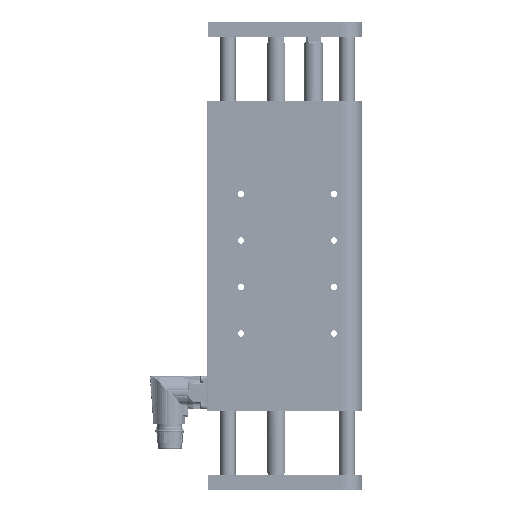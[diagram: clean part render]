
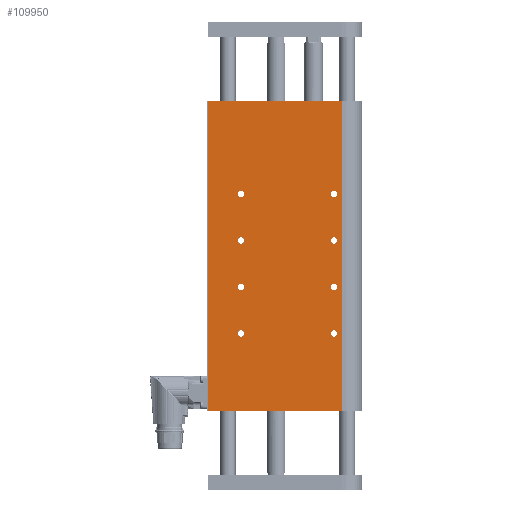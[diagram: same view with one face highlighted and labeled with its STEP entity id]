
A CAD part, left-side view. The second image highlights one B-rep face of the part: STEP entity #109950.
In plain terms, the highlighted planar face has unit normal (-1, 0, 0).
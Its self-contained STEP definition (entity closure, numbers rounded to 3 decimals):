
#524 = EDGE_LOOP ( 'NONE', ( #25671 ) ) ;
#843 = VERTEX_POINT ( 'NONE', #94445 ) ;
#4458 = FACE_BOUND ( 'NONE', #11392, .T. ) ;
#5415 = ORIENTED_EDGE ( 'NONE', *, *, #52884, .F. ) ;
#7650 = CARTESIAN_POINT ( 'NONE',  ( -12.5, -82., 110. ) ) ;
#8327 = ORIENTED_EDGE ( 'NONE', *, *, #81617, .F. ) ;
#9298 = DIRECTION ( 'NONE',  ( 0., 0., -1. ) ) ;
#10239 = CARTESIAN_POINT ( 'NONE',  ( -12.5, -22., 50. ) ) ;
#11392 = EDGE_LOOP ( 'NONE', ( #122968 ) ) ;
#11781 = VERTEX_POINT ( 'NONE', #50815 ) ;
#13745 = FACE_OUTER_BOUND ( 'NONE', #108420, .T. ) ;
#14318 = ORIENTED_EDGE ( 'NONE', *, *, #82893, .T. ) ;
#15788 = AXIS2_PLACEMENT_3D ( 'NONE', #88768, #88123, #107982 ) ;
#16393 = DIRECTION ( 'NONE',  ( 0., 0., 1. ) ) ;
#17938 = CIRCLE ( 'NONE', #24349, 2.15 ) ;
#18603 = CARTESIAN_POINT ( 'NONE',  ( -12.5, -22., 112.15 ) ) ;
#18976 = DIRECTION ( 'NONE',  ( 0., 0., -1. ) ) ;
#21520 = EDGE_CURVE ( 'NONE', #83354, #83354, #17938, .T. ) ;
#22532 = EDGE_CURVE ( 'NONE', #100810, #843, #115255, .T. ) ;
#23686 = DIRECTION ( 'NONE',  ( -1., 0., 0. ) ) ;
#24349 = AXIS2_PLACEMENT_3D ( 'NONE', #54080, #124934, #115656 ) ;
#24590 = DIRECTION ( 'NONE',  ( 0., -1., 0. ) ) ;
#25603 = PLANE ( 'NONE',  #29331 ) ;
#25671 = ORIENTED_EDGE ( 'NONE', *, *, #84551, .T. ) ;
#25750 = CARTESIAN_POINT ( 'NONE',  ( -12.5, -22., 52.15 ) ) ;
#26414 = ORIENTED_EDGE ( 'NONE', *, *, #42033, .T. ) ;
#28648 = VECTOR ( 'NONE', #59827, 1000. ) ;
#29331 = AXIS2_PLACEMENT_3D ( 'NONE', #65272, #85827, #73932 ) ;
#30168 = CARTESIAN_POINT ( 'NONE',  ( -12.5, -0.5, 200. ) ) ;
#31119 = VECTOR ( 'NONE', #130084, 1000. ) ;
#34055 = AXIS2_PLACEMENT_3D ( 'NONE', #38405, #58845, #9298 ) ;
#34343 = ORIENTED_EDGE ( 'NONE', *, *, #105672, .T. ) ;
#36130 = EDGE_LOOP ( 'NONE', ( #14318 ) ) ;
#37932 = AXIS2_PLACEMENT_3D ( 'NONE', #118829, #127436, #65204 ) ;
#38405 = CARTESIAN_POINT ( 'NONE',  ( -12.5, -82., 50. ) ) ;
#38457 = CARTESIAN_POINT ( 'NONE',  ( -12.5, -82., 48. ) ) ;
#40750 = AXIS2_PLACEMENT_3D ( 'NONE', #10239, #111489, #119479 ) ;
#42033 = EDGE_CURVE ( 'NONE', #95044, #100810, #80412, .T. ) ;
#43507 = FACE_BOUND ( 'NONE', #60059, .T. ) ;
#43653 = CARTESIAN_POINT ( 'NONE',  ( -12.5, -82., 108. ) ) ;
#48619 = DIRECTION ( 'NONE',  ( 0., 0., -1. ) ) ;
#50058 = LINE ( 'NONE', #108355, #79763 ) ;
#50815 = CARTESIAN_POINT ( 'NONE',  ( -12.5, -22., 78. ) ) ;
#51941 = EDGE_LOOP ( 'NONE', ( #129487 ) ) ;
#52884 = EDGE_CURVE ( 'NONE', #113912, #843, #50058, .T. ) ;
#54080 = CARTESIAN_POINT ( 'NONE',  ( -12.5, -82., 80. ) ) ;
#54690 = FACE_BOUND ( 'NONE', #524, .T. ) ;
#55611 = AXIS2_PLACEMENT_3D ( 'NONE', #7650, #118824, #48619 ) ;
#56306 = EDGE_LOOP ( 'NONE', ( #73711 ) ) ;
#56686 = DIRECTION ( 'NONE',  ( -1., 0., 0. ) ) ;
#56773 = VERTEX_POINT ( 'NONE', #25750 ) ;
#58124 = ORIENTED_EDGE ( 'NONE', *, *, #22532, .T. ) ;
#58845 = DIRECTION ( 'NONE',  ( 1., 0., 0. ) ) ;
#59827 = DIRECTION ( 'NONE',  ( 0., -1., 0. ) ) ;
#60059 = EDGE_LOOP ( 'NONE', ( #110441 ) ) ;
#60839 = CARTESIAN_POINT ( 'NONE',  ( -12.5, -82., 82.15 ) ) ;
#61087 = CIRCLE ( 'NONE', #37932, 2. ) ;
#61871 = EDGE_LOOP ( 'NONE', ( #34343 ) ) ;
#62180 = AXIS2_PLACEMENT_3D ( 'NONE', #73966, #23686, #63978 ) ;
#63478 = CARTESIAN_POINT ( 'NONE',  ( -12.5, -0.5, 0. ) ) ;
#63978 = DIRECTION ( 'NONE',  ( 0., 0., 1. ) ) ;
#64097 = VERTEX_POINT ( 'NONE', #43653 ) ;
#64377 = CIRCLE ( 'NONE', #15788, 2. ) ;
#65204 = DIRECTION ( 'NONE',  ( 0., 0., -1. ) ) ;
#65272 = CARTESIAN_POINT ( 'NONE',  ( -12.5, 0., 200. ) ) ;
#68179 = CIRCLE ( 'NONE', #118887, 2.15 ) ;
#70470 = CIRCLE ( 'NONE', #55611, 2. ) ;
#71125 = LINE ( 'NONE', #120146, #28648 ) ;
#73711 = ORIENTED_EDGE ( 'NONE', *, *, #118260, .F. ) ;
#73728 = VECTOR ( 'NONE', #24590, 1000. ) ;
#73932 = DIRECTION ( 'NONE',  ( 0., 1., 0. ) ) ;
#73966 = CARTESIAN_POINT ( 'NONE',  ( -12.5, -82., 140. ) ) ;
#77391 = EDGE_CURVE ( 'NONE', #129108, #129108, #97450, .T. ) ;
#79763 = VECTOR ( 'NONE', #18976, 1000. ) ;
#80412 = LINE ( 'NONE', #30168, #31119 ) ;
#80871 = ORIENTED_EDGE ( 'NONE', *, *, #99801, .F. ) ;
#81617 = EDGE_CURVE ( 'NONE', #109267, #109267, #68179, .T. ) ;
#82893 = EDGE_CURVE ( 'NONE', #64097, #64097, #70470, .T. ) ;
#83354 = VERTEX_POINT ( 'NONE', #60839 ) ;
#84551 = EDGE_CURVE ( 'NONE', #111864, #111864, #64377, .T. ) ;
#85827 = DIRECTION ( 'NONE',  ( 1., 0., 0. ) ) ;
#88123 = DIRECTION ( 'NONE',  ( 1., 0., 0. ) ) ;
#88768 = CARTESIAN_POINT ( 'NONE',  ( -12.5, -22., 140. ) ) ;
#89389 = CIRCLE ( 'NONE', #40750, 2.15 ) ;
#94158 = EDGE_CURVE ( 'NONE', #56773, #56773, #89389, .T. ) ;
#94445 = CARTESIAN_POINT ( 'NONE',  ( -12.5, -87.5, 0. ) ) ;
#95044 = VERTEX_POINT ( 'NONE', #123588 ) ;
#95123 = FACE_BOUND ( 'NONE', #51941, .T. ) ;
#97450 = CIRCLE ( 'NONE', #34055, 2. ) ;
#99801 = EDGE_CURVE ( 'NONE', #95044, #113912, #71125, .T. ) ;
#100810 = VERTEX_POINT ( 'NONE', #63478 ) ;
#101471 = CARTESIAN_POINT ( 'NONE',  ( -12.5, -87.5, 200. ) ) ;
#104405 = VERTEX_POINT ( 'NONE', #130130 ) ;
#104420 = FACE_BOUND ( 'NONE', #36130, .T. ) ;
#105073 = FACE_BOUND ( 'NONE', #61871, .T. ) ;
#105672 = EDGE_CURVE ( 'NONE', #11781, #11781, #61087, .T. ) ;
#107029 = FACE_BOUND ( 'NONE', #125563, .T. ) ;
#107982 = DIRECTION ( 'NONE',  ( 0., 0., -1. ) ) ;
#108355 = CARTESIAN_POINT ( 'NONE',  ( -12.5, -87.5, 200. ) ) ;
#108420 = EDGE_LOOP ( 'NONE', ( #80871, #26414, #58124, #5415 ) ) ;
#109267 = VERTEX_POINT ( 'NONE', #18603 ) ;
#109950 = ADVANCED_FACE ( 'NONE', ( #43507, #105073, #104420, #54690, #95123, #4458, #107029, #124897, #13745 ), #25603, .F. ) ;
#110441 = ORIENTED_EDGE ( 'NONE', *, *, #77391, .T. ) ;
#111489 = DIRECTION ( 'NONE',  ( -1., 0., 0. ) ) ;
#111864 = VERTEX_POINT ( 'NONE', #122464 ) ;
#113310 = CARTESIAN_POINT ( 'NONE',  ( -12.5, 0., 0. ) ) ;
#113912 = VERTEX_POINT ( 'NONE', #101471 ) ;
#115021 = CARTESIAN_POINT ( 'NONE',  ( -12.5, -22., 110. ) ) ;
#115024 = CIRCLE ( 'NONE', #62180, 2.15 ) ;
#115255 = LINE ( 'NONE', #113310, #73728 ) ;
#115656 = DIRECTION ( 'NONE',  ( 0., 0., 1. ) ) ;
#118260 = EDGE_CURVE ( 'NONE', #104405, #104405, #115024, .T. ) ;
#118824 = DIRECTION ( 'NONE',  ( 1., 0., 0. ) ) ;
#118829 = CARTESIAN_POINT ( 'NONE',  ( -12.5, -22., 80. ) ) ;
#118887 = AXIS2_PLACEMENT_3D ( 'NONE', #115021, #56686, #16393 ) ;
#119479 = DIRECTION ( 'NONE',  ( 0., 0., 1. ) ) ;
#120146 = CARTESIAN_POINT ( 'NONE',  ( -12.5, 0., 200. ) ) ;
#122464 = CARTESIAN_POINT ( 'NONE',  ( -12.5, -22., 138. ) ) ;
#122968 = ORIENTED_EDGE ( 'NONE', *, *, #21520, .F. ) ;
#123588 = CARTESIAN_POINT ( 'NONE',  ( -12.5, -0.5, 200. ) ) ;
#124897 = FACE_BOUND ( 'NONE', #56306, .T. ) ;
#124934 = DIRECTION ( 'NONE',  ( -1., 0., 0. ) ) ;
#125563 = EDGE_LOOP ( 'NONE', ( #8327 ) ) ;
#127436 = DIRECTION ( 'NONE',  ( 1., 0., 0. ) ) ;
#129108 = VERTEX_POINT ( 'NONE', #38457 ) ;
#129487 = ORIENTED_EDGE ( 'NONE', *, *, #94158, .F. ) ;
#130084 = DIRECTION ( 'NONE',  ( 0., 0., -1. ) ) ;
#130130 = CARTESIAN_POINT ( 'NONE',  ( -12.5, -82., 142.15 ) ) ;
